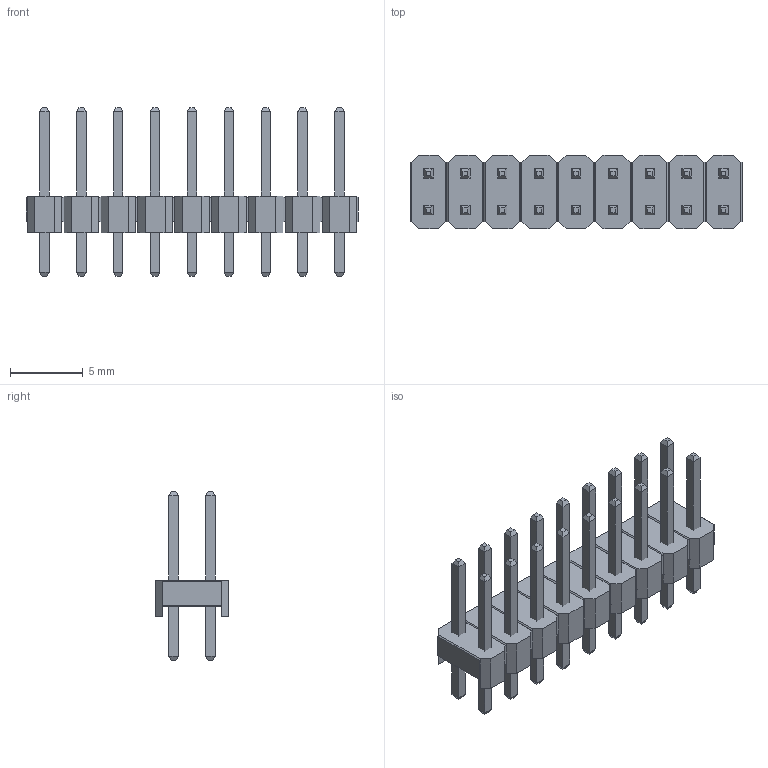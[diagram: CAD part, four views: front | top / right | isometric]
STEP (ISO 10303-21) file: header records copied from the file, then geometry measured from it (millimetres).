
FILE_DESCRIPTION(('STEP AP214'), '1');
FILE_NAME('DS1021-2x5SF11', '', ('UNSPECIFIED'), ('UNSPECIFIED'), 'ASCON STEP Converter 1.3', 'ASCON Math Kernel', '');
FILE_SCHEMA(('AUTOMOTIVE_DESIGN { 1 0 10303 214 3 1 1}'));
Length unit declared in the file: millimetre
Bounding box: 22.86 x 5.08 x 11.6 mm (x, y, z)
Volume: 295.9 mm3; surface area: 942.2 mm2
Topology: 19 solids, 19 shells, 418 faces, 888 edges, 508 vertices
Faces by surface type: plane 418
Entity records: 14152 total; most frequent: CARTESIAN_POINT 1815, ORIENTED_EDGE 1776, DIRECTION 1726, EDGE_CURVE 888, LINE 888, VECTOR 888, VERTEX_POINT 508, COLOUR_RGB 437
